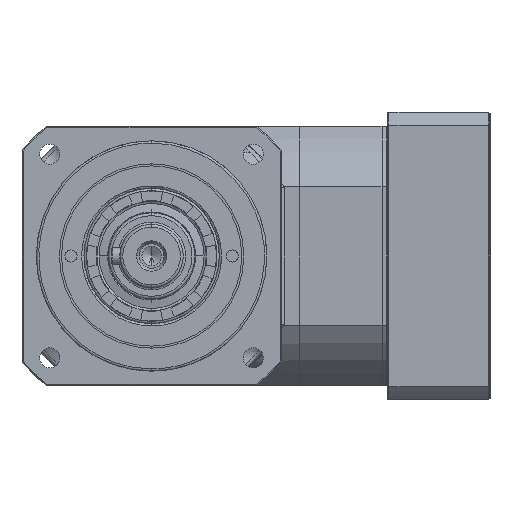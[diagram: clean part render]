
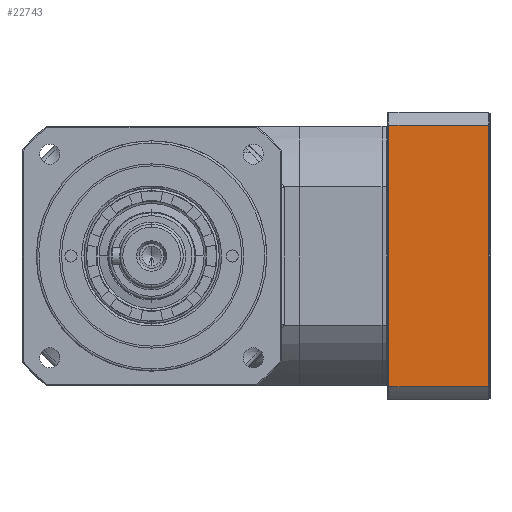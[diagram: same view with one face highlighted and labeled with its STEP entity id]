
A CAD part, left-side view. The second image highlights one B-rep face of the part: STEP entity #22743.
In plain terms, the highlighted face is planar.
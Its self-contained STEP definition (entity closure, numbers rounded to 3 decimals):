
#16 = EDGE_CURVE ( 'NONE', #14949, #14024, #25502, .T. ) ;
#476 = EDGE_LOOP ( 'NONE', ( #16743, #5836, #26097, #20510 ) ) ;
#1847 = DIRECTION ( 'NONE',  ( -1., 0., 0. ) ) ;
#1933 = CARTESIAN_POINT ( 'NONE',  ( -45.346, 50., 0.4 ) ) ;
#4446 = CARTESIAN_POINT ( 'NONE',  ( -45.346, 50., 35.1 ) ) ;
#5412 = DIRECTION ( 'NONE',  ( 1., 0., 0. ) ) ;
#5473 = CARTESIAN_POINT ( 'NONE',  ( 45.346, 50., 35.1 ) ) ;
#5836 = ORIENTED_EDGE ( 'NONE', *, *, #12117, .T. ) ;
#6922 = VECTOR ( 'NONE', #1847, 1000. ) ;
#6990 = LINE ( 'NONE', #1933, #6922 ) ;
#8013 = FACE_OUTER_BOUND ( 'NONE', #476, .T. ) ;
#8772 = DIRECTION ( 'NONE',  ( 0., 0., -1. ) ) ;
#9216 = EDGE_CURVE ( 'NONE', #21199, #18372, #11513, .T. ) ;
#9829 = CARTESIAN_POINT ( 'NONE',  ( 45.346, 50., 0.4 ) ) ;
#11482 = VECTOR ( 'NONE', #14539, 1000. ) ;
#11513 = LINE ( 'NONE', #14780, #11482 ) ;
#11821 = DIRECTION ( 'NONE',  ( 0., 0., -1. ) ) ;
#11852 = DIRECTION ( 'NONE',  ( 0., -1., 0. ) ) ;
#11951 = CARTESIAN_POINT ( 'NONE',  ( -45.346, 50., 35.5 ) ) ;
#11997 = PLANE ( 'NONE',  #24958 ) ;
#12117 = EDGE_CURVE ( 'NONE', #21199, #14949, #20380, .T. ) ;
#14024 = VERTEX_POINT ( 'NONE', #9829 ) ;
#14539 = DIRECTION ( 'NONE',  ( 0., 0., -1. ) ) ;
#14780 = CARTESIAN_POINT ( 'NONE',  ( -45.346, 50., 35.5 ) ) ;
#14949 = VERTEX_POINT ( 'NONE', #24843 ) ;
#16424 = CARTESIAN_POINT ( 'NONE',  ( 45.346, 50., 35.5 ) ) ;
#16743 = ORIENTED_EDGE ( 'NONE', *, *, #9216, .F. ) ;
#16879 = EDGE_CURVE ( 'NONE', #14024, #18372, #6990, .T. ) ;
#18372 = VERTEX_POINT ( 'NONE', #19606 ) ;
#19606 = CARTESIAN_POINT ( 'NONE',  ( -45.346, 50., 0.4 ) ) ;
#19856 = VECTOR ( 'NONE', #5412, 1000. ) ;
#20380 = LINE ( 'NONE', #5473, #19856 ) ;
#20510 = ORIENTED_EDGE ( 'NONE', *, *, #16879, .T. ) ;
#21199 = VERTEX_POINT ( 'NONE', #4446 ) ;
#22743 = ADVANCED_FACE ( 'NONE', ( #8013 ), #11997, .F. ) ;
#24843 = CARTESIAN_POINT ( 'NONE',  ( 45.346, 50., 35.1 ) ) ;
#24958 = AXIS2_PLACEMENT_3D ( 'NONE', #11951, #11852, #11821 ) ;
#25502 = LINE ( 'NONE', #16424, #25721 ) ;
#25721 = VECTOR ( 'NONE', #8772, 1000. ) ;
#26097 = ORIENTED_EDGE ( 'NONE', *, *, #16, .T. ) ;
